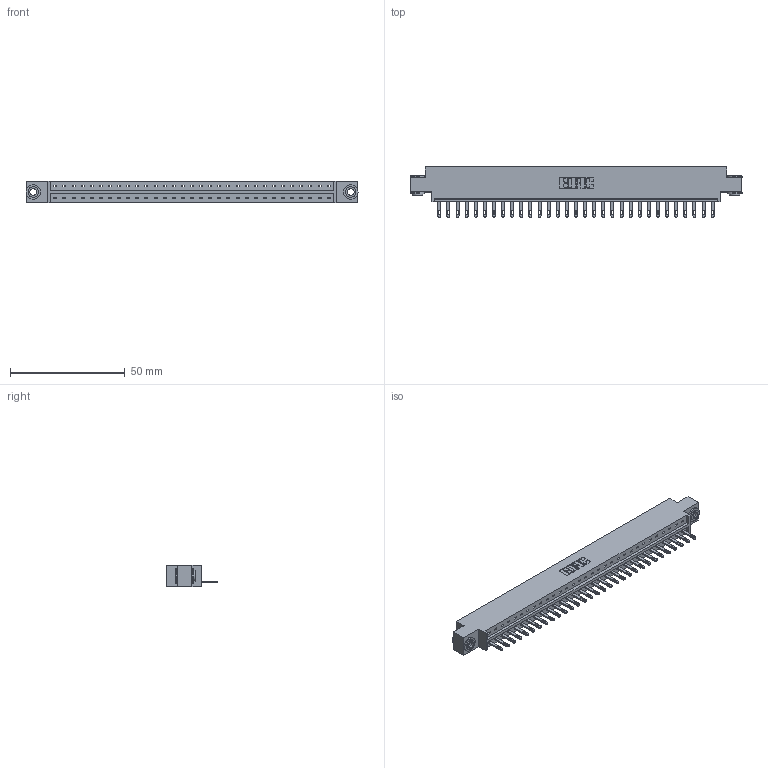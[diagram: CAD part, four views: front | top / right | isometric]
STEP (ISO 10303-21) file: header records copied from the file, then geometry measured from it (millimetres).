
FILE_DESCRIPTION (( 'STEP AP203' ), '1' );
FILE_NAME ('833-031-500-603.STEP', '2020-06-02T14:52:23', ( '' ), ( '' ), 'SwSTEP 2.0', 'SolidWorks 2020', '' );
FILE_SCHEMA (( 'CONFIG_CONTROL_DESIGN' ));
Length unit declared in the file: inch
Products named in the file (4): 345-250-002_345-250-002-102; 345-292-001_345-293-100; 833-031-500-603; 833 Part_Offset - .156 Dia - TH
Assembly tree (34 placements, depth 2):
  833-031-500-603
    833 Part_Offset - .156 Dia - TH
    345-292-001_345-293-100  x31
    345-250-002_345-250-002-102  x2
Bounding box: 144.37 x 21.85 x 9.4 mm (x, y, z)
Volume: 14244.2 mm3; surface area: 15840.9 mm2
Topology: 34 solids, 34 shells, 1830 faces, 5607 edges, 3734 vertices
Faces by surface type: plane 1200, cylinder 622, cone 8
Entity records: 21086 total; most frequent: CARTESIAN_POINT 3618, ORIENTED_EDGE 3578, DIRECTION 3109, EDGE_CURVE 1789, LINE 1633, VECTOR 1633, VERTEX_POINT 1190, AXIS2_PLACEMENT_3D 738
